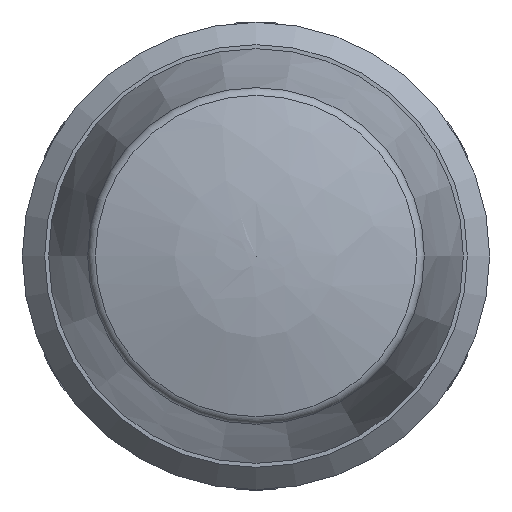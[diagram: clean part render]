
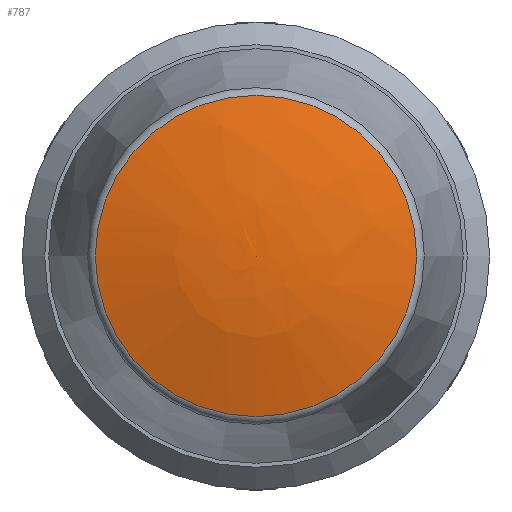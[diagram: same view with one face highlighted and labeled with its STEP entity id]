
A CAD part, front view. The second image highlights one B-rep face of the part: STEP entity #787.
In plain terms, the highlighted free-form (B-spline) face has degree [2, 2] with [3, 9] control points.
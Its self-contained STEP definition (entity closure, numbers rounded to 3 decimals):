
#28=(
BOUNDED_SURFACE()
B_SPLINE_SURFACE(2,2,((#1310,#1311,#1312,#1313,#1314,#1315,#1316,#1317,
#1318),(#1319,#1320,#1321,#1322,#1323,#1324,#1325,#1326,#1327),(#1328,#1329,
#1330,#1331,#1332,#1333,#1334,#1335,#1336)),.UNSPECIFIED.,.F.,.T.,.F.)
B_SPLINE_SURFACE_WITH_KNOTS((3,3),(3,2,2,2,3),(1.251,1.583),
(-3.142,-1.571,0.,1.571,3.142),
 .UNSPECIFIED.)
GEOMETRIC_REPRESENTATION_ITEM()
RATIONAL_B_SPLINE_SURFACE(((1.,0.707,1.,0.707,1.,
0.707,1.,0.707,1.),(0.986,0.697,
0.986,0.697,0.986,0.697,
0.986,0.697,0.986),(1.,0.707,
1.,0.707,1.,0.707,1.,0.707,1.)))
REPRESENTATION_ITEM('')
SURFACE()
);
#88=FACE_OUTER_BOUND('',#141,.T.);
#141=EDGE_LOOP('',(#588,#589,#590));
#270=CIRCLE('',#890,7.207);
#275=CIRCLE('',#896,22.077);
#332=VERTEX_POINT('',#1299);
#336=VERTEX_POINT('',#1337);
#421=EDGE_CURVE('',#332,#332,#270,.T.);
#427=EDGE_CURVE('',#336,#332,#275,.T.);
#588=ORIENTED_EDGE('',*,*,#427,.T.);
#589=ORIENTED_EDGE('',*,*,#421,.F.);
#590=ORIENTED_EDGE('',*,*,#427,.F.);
#787=ADVANCED_FACE('',(#88),#28,.F.);
#890=AXIS2_PLACEMENT_3D('',#1300,#1074,#1075);
#896=AXIS2_PLACEMENT_3D('',#1338,#1087,#1088);
#1074=DIRECTION('center_axis',(0.,1.,0.));
#1075=DIRECTION('ref_axis',(-1.,0.,0.));
#1087=DIRECTION('center_axis',(-1.,0.,0.));
#1088=DIRECTION('ref_axis',(0.,0.,1.));
#1299=CARTESIAN_POINT('',(0.,-6.779,7.207));
#1300=CARTESIAN_POINT('Origin',(0.,-6.779,0.));
#1310=CARTESIAN_POINT('Ctrl Pts',(0.,-6.779,7.207));
#1311=CARTESIAN_POINT('Ctrl Pts',(-7.207,-6.779,7.207));
#1312=CARTESIAN_POINT('Ctrl Pts',(-7.207,-6.779,0.));
#1313=CARTESIAN_POINT('Ctrl Pts',(-7.207,-6.779,-7.207));
#1314=CARTESIAN_POINT('Ctrl Pts',(0.,-6.779,-7.207));
#1315=CARTESIAN_POINT('Ctrl Pts',(7.207,-6.779,-7.207));
#1316=CARTESIAN_POINT('Ctrl Pts',(7.207,-6.779,0.));
#1317=CARTESIAN_POINT('Ctrl Pts',(7.207,-6.779,7.207));
#1318=CARTESIAN_POINT('Ctrl Pts',(0.,-6.779,7.207));
#1319=CARTESIAN_POINT('Ctrl Pts',(0.,-7.941,3.697));
#1320=CARTESIAN_POINT('Ctrl Pts',(-3.697,-7.941,3.697));
#1321=CARTESIAN_POINT('Ctrl Pts',(-3.697,-7.941,0.));
#1322=CARTESIAN_POINT('Ctrl Pts',(-3.697,-7.941,-3.697));
#1323=CARTESIAN_POINT('Ctrl Pts',(0.,-7.941,-3.697));
#1324=CARTESIAN_POINT('Ctrl Pts',(3.697,-7.941,-3.697));
#1325=CARTESIAN_POINT('Ctrl Pts',(3.697,-7.941,0.));
#1326=CARTESIAN_POINT('Ctrl Pts',(3.697,-7.941,3.697));
#1327=CARTESIAN_POINT('Ctrl Pts',(0.,-7.941,3.697));
#1328=CARTESIAN_POINT('Ctrl Pts',(0.,-7.896,0.));
#1329=CARTESIAN_POINT('Ctrl Pts',(0.,-7.896,
0.));
#1330=CARTESIAN_POINT('Ctrl Pts',(0.,-7.896,
0.));
#1331=CARTESIAN_POINT('Ctrl Pts',(0.,-7.896,
0.));
#1332=CARTESIAN_POINT('Ctrl Pts',(0.,-7.896,0.));
#1333=CARTESIAN_POINT('Ctrl Pts',(0.,-7.896,
0.));
#1334=CARTESIAN_POINT('Ctrl Pts',(0.,-7.896,
0.));
#1335=CARTESIAN_POINT('Ctrl Pts',(0.,-7.896,
0.));
#1336=CARTESIAN_POINT('Ctrl Pts',(0.,-7.896,0.));
#1337=CARTESIAN_POINT('',(0.,-7.896,0.));
#1338=CARTESIAN_POINT('Origin',(0.,14.18,0.271));
